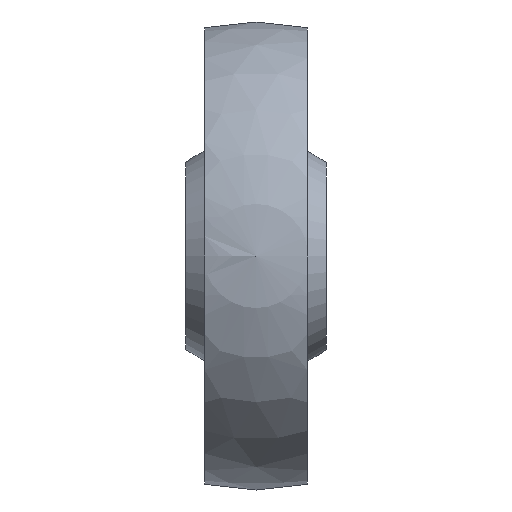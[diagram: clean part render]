
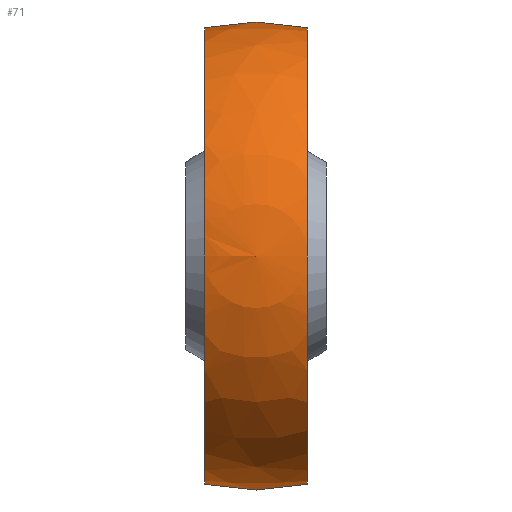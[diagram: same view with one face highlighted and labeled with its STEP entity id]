
A CAD part, left-side view. The second image highlights one B-rep face of the part: STEP entity #71.
In plain terms, the highlighted spherical face has radius 10 mm.
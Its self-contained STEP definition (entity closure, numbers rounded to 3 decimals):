
#71 = ADVANCED_FACE( '', ( #150, #151 ), #152, .T. );
#150 = FACE_BOUND( '', #228, .T. );
#151 = FACE_OUTER_BOUND( '', #229, .T. );
#152 = SPHERICAL_SURFACE( '', #230, 10. );
#228 = VERTEX_LOOP( '', #343 );
#229 = EDGE_LOOP( '', ( #344, #345, #346, #347 ) );
#230 = AXIS2_PLACEMENT_3D( '', #348, #349, #350 );
#343 = VERTEX_POINT( '', #420 );
#344 = ORIENTED_EDGE( '', *, *, #421, .F. );
#345 = ORIENTED_EDGE( '', *, *, #409, .T. );
#346 = ORIENTED_EDGE( '', *, *, #412, .F. );
#347 = ORIENTED_EDGE( '', *, *, #401, .T. );
#348 = CARTESIAN_POINT( '', ( 0., 0., 0. ) );
#349 = DIRECTION( '', ( 1., 0., 0. ) );
#350 = DIRECTION( '', ( 0., 1., 0. ) );
#401 = EDGE_CURVE( '', #460, #462, #464, .F. );
#409 = EDGE_CURVE( '', #472, #474, #476, .F. );
#412 = EDGE_CURVE( '', #460, #474, #479, .T. );
#420 = CARTESIAN_POINT( '', ( -10., 0., 0. ) );
#421 = EDGE_CURVE( '', #472, #462, #489, .T. );
#460 = VERTEX_POINT( '', #563 );
#462 = VERTEX_POINT( '', #572 );
#464 = CIRCLE( '', #581, 9.755 );
#472 = VERTEX_POINT( '', #589 );
#474 = VERTEX_POINT( '', #598 );
#476 = CIRCLE( '', #607, 9.755 );
#479 = CIRCLE( '', #610, 7.798 );
#489 = CIRCLE( '', #620, 7.798 );
#563 = CARTESIAN_POINT( '', ( 6.261, 2.2, 7.481 ) );
#572 = CARTESIAN_POINT( '', ( 6.261, 2.2, -7.481 ) );
#581 = AXIS2_PLACEMENT_3D( '', #651, #652, #653 );
#589 = CARTESIAN_POINT( '', ( 6.261, -2.2, -7.481 ) );
#598 = CARTESIAN_POINT( '', ( 6.261, -2.2, 7.481 ) );
#607 = AXIS2_PLACEMENT_3D( '', #660, #661, #662 );
#610 = AXIS2_PLACEMENT_3D( '', #666, #667, #668 );
#620 = AXIS2_PLACEMENT_3D( '', #675, #676, #677 );
#651 = CARTESIAN_POINT( '', ( 0., 2.2, 0. ) );
#652 = DIRECTION( '', ( 0., 1., 0. ) );
#653 = DIRECTION( '', ( 0., 0., 1. ) );
#660 = CARTESIAN_POINT( '', ( 0., -2.2, 0. ) );
#661 = DIRECTION( '', ( 0., -1., 0. ) );
#662 = DIRECTION( '', ( 0., 0., -1. ) );
#666 = CARTESIAN_POINT( '', ( 6.261, 0., 0. ) );
#667 = DIRECTION( '', ( 1., 0., 0. ) );
#668 = DIRECTION( '', ( 0., 0., -1. ) );
#675 = CARTESIAN_POINT( '', ( 6.261, 0., 0. ) );
#676 = DIRECTION( '', ( 1., 0., 0. ) );
#677 = DIRECTION( '', ( 0., 0., -1. ) );
